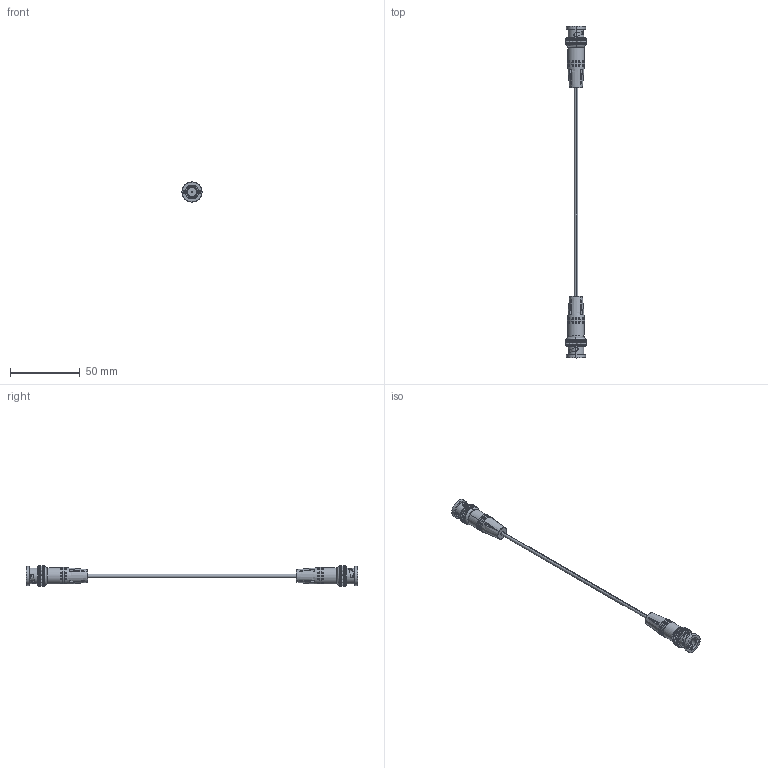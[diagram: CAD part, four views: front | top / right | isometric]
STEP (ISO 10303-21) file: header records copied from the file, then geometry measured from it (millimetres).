
FILE_DESCRIPTION (( 'STEP AP203' ), '1' );
FILE_NAME ('CTL1B1.STEP', '2006-07-20T16:16:03', ( 'L-COM' ), ( 'L-COM' ), 'SwSTEP 2.0', 'SolidWorks 2006004', '' );
FILE_SCHEMA (( 'CONFIG_CONTROL_DESIGN' ));
Length unit declared in the file: inch
Products named in the file (5): CTL1B1; CTL1B-MA1; 3AB03-006_No Logo; MTN-019_with out logo; BAC032_with flange
Assembly tree (5 placements, depth 3):
  CTL1B1
    3AB03-006_No Logo  x2
      BAC032_with flange
      MTN-019_with out logo
    CTL1B-MA1
Bounding box: 14.48 x 238.61 x 14.48 mm (x, y, z)
Volume: 8350.8 mm3; surface area: 8941.9 mm2
Topology: 5 solids, 5 shells, 908 faces, 2510 edges, 1634 vertices
Faces by surface type: plane 428, cylinder 354, torus 58, bspline 48, sphere 16, cone 4
Entity records: 17580 total; most frequent: CARTESIAN_POINT 5305, ORIENTED_EDGE 2500, DIRECTION 2471, EDGE_CURVE 1250, AXIS2_PLACEMENT_3D 883, VERTEX_POINT 815, VECTOR 705, LINE 705
